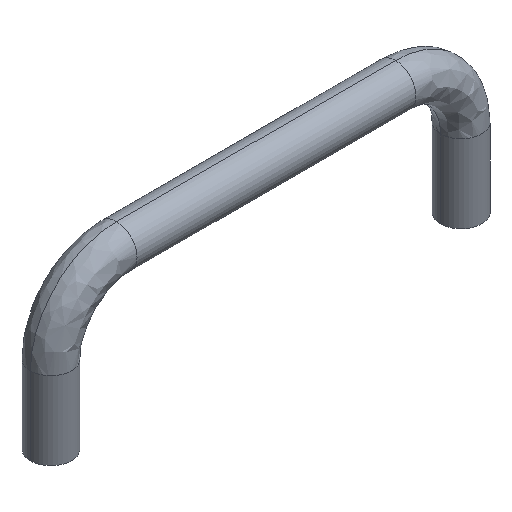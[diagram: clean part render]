
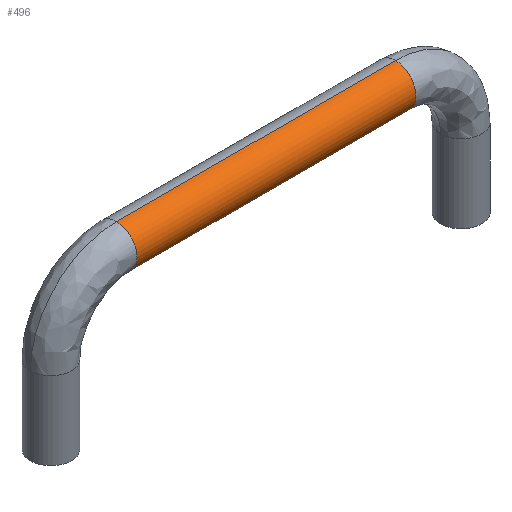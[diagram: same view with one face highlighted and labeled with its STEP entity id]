
A CAD part, isometric view. The second image highlights one B-rep face of the part: STEP entity #496.
In plain terms, the highlighted cylindrical face has radius 10 mm (diameter 20 mm), a partial arc.
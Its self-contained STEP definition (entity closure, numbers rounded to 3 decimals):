
#5 = ORIENTED_EDGE ( 'NONE', *, *, #65, .T. ) ;
#9 = AXIS2_PLACEMENT_3D ( 'NONE', #395, #270, #406 ) ;
#11 = CYLINDRICAL_SURFACE ( 'NONE', #9, 10. ) ;
#14 = VERTEX_POINT ( 'NONE', #136 ) ;
#17 = CARTESIAN_POINT ( 'NONE',  ( 32., 0., 70. ) ) ;
#32 = VERTEX_POINT ( 'NONE', #356 ) ;
#65 = EDGE_CURVE ( 'NONE', #402, #14, #96, .T. ) ;
#78 = CIRCLE ( 'NONE', #119, 10. ) ;
#96 = CIRCLE ( 'NONE', #534, 10. ) ;
#119 = AXIS2_PLACEMENT_3D ( 'NONE', #17, #172, #522 ) ;
#136 = CARTESIAN_POINT ( 'NONE',  ( 168., 0., 80. ) ) ;
#168 = ORIENTED_EDGE ( 'NONE', *, *, #457, .T. ) ;
#172 = DIRECTION ( 'NONE',  ( 1., 0., 0. ) ) ;
#198 = LINE ( 'NONE', #341, #313 ) ;
#235 = EDGE_CURVE ( 'NONE', #259, #14, #391, .T. ) ;
#259 = VERTEX_POINT ( 'NONE', #506 ) ;
#270 = DIRECTION ( 'NONE',  ( 1., 0., 0. ) ) ;
#313 = VECTOR ( 'NONE', #523, 1000. ) ;
#341 = CARTESIAN_POINT ( 'NONE',  ( 100., 0., 60. ) ) ;
#346 = ORIENTED_EDGE ( 'NONE', *, *, #424, .T. ) ;
#353 = DIRECTION ( 'NONE',  ( -1., 0., 0. ) ) ;
#356 = CARTESIAN_POINT ( 'NONE',  ( 32., 0., 60. ) ) ;
#366 = CARTESIAN_POINT ( 'NONE',  ( 100., 0., 80. ) ) ;
#378 = VECTOR ( 'NONE', #455, 1000. ) ;
#386 = ORIENTED_EDGE ( 'NONE', *, *, #235, .F. ) ;
#391 = LINE ( 'NONE', #366, #378 ) ;
#395 = CARTESIAN_POINT ( 'NONE',  ( 100., 0., 70. ) ) ;
#402 = VERTEX_POINT ( 'NONE', #426 ) ;
#406 = DIRECTION ( 'NONE',  ( 0., 0., -1. ) ) ;
#422 = EDGE_LOOP ( 'NONE', ( #386, #168, #346, #5 ) ) ;
#424 = EDGE_CURVE ( 'NONE', #32, #402, #198, .T. ) ;
#426 = CARTESIAN_POINT ( 'NONE',  ( 168., 0., 60. ) ) ;
#440 = CARTESIAN_POINT ( 'NONE',  ( 168., 0., 70. ) ) ;
#455 = DIRECTION ( 'NONE',  ( 1., 0., 0. ) ) ;
#457 = EDGE_CURVE ( 'NONE', #259, #32, #78, .T. ) ;
#496 = ADVANCED_FACE ( 'NONE', ( #499 ), #11, .T. ) ;
#499 = FACE_OUTER_BOUND ( 'NONE', #422, .T. ) ;
#506 = CARTESIAN_POINT ( 'NONE',  ( 32., 0., 80. ) ) ;
#522 = DIRECTION ( 'NONE',  ( 0., 0., -1. ) ) ;
#523 = DIRECTION ( 'NONE',  ( 1., 0., 0. ) ) ;
#530 = DIRECTION ( 'NONE',  ( 0., 0., -1. ) ) ;
#534 = AXIS2_PLACEMENT_3D ( 'NONE', #440, #353, #530 ) ;
